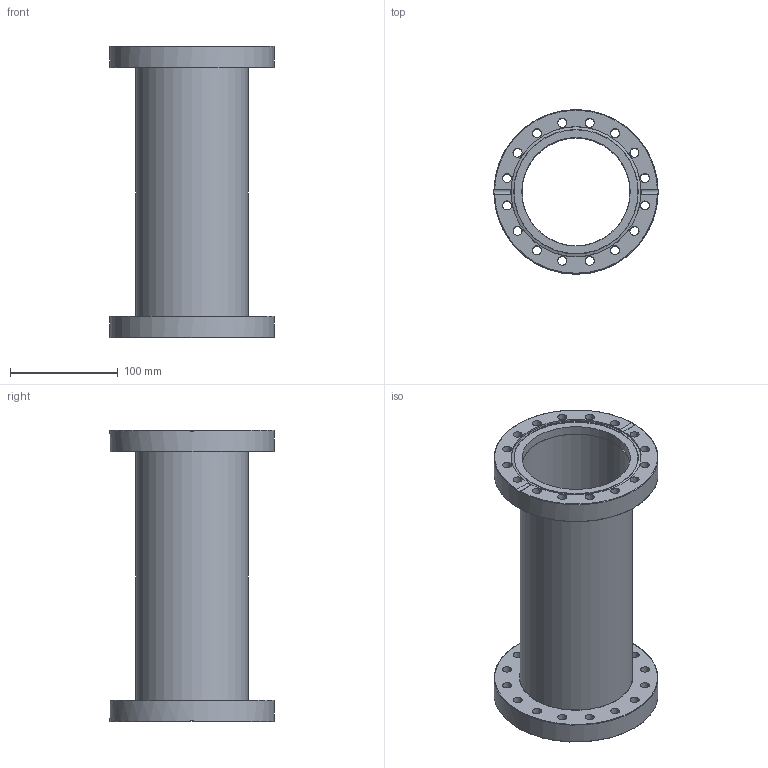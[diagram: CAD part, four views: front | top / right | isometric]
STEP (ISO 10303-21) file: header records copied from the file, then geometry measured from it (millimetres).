
FILE_DESCRIPTION((''),'2;1');
FILE_NAME('SC100R-304.stp','2009-04-15T09:52:39',('hasers'),(''),'Autodesk Inventor 2008','Autodesk Inventor 2008','');
FILE_SCHEMA(('AUTOMOTIVE_DESIGN { 1 0 10303 214 1 1 1 1 }'));
Length unit declared in the file: millimetre
Products named in the file (5): SC100R-304; CF-R [Subject [Summary]=-304][Title [Summary]=F100RIB104]; CF-07 [Keywords [Summary]=1.4301][Company [Summary]=Vacom][Title [Summary]=F100B104]; Rohre [Subject [Summary]=normal][Keywords [Summary]=1.4301][Title [Summary]=104x2,0 (0,5m)]_2; CF-R [Subject [Summary]=-304][Title [Summary]=F100RO]
Assembly tree (4 placements, depth 2):
  SC100R-304
    CF-R [Subject [Summary]=-304][Title [Summary]=F100RIB104]
    CF-07 [Keywords [Summary]=1.4301][Company [Summary]=Vacom][Title [Summary]=F100B104]
    Rohre [Subject [Summary]=normal][Keywords [Summary]=1.4301][Title [Summary]=104x2,0 (0,5m)]_2
    CF-R [Subject [Summary]=-304][Title [Summary]=F100RO]
Bounding box: 152 x 152 x 270 mm (x, y, z)
Volume: 506477.5 mm3; surface area: 262145 mm2
Topology: 4 solids, 4 shells, 80 faces, 233 edges, 163 vertices
Faces by surface type: bspline 40, plane 12, cylinder 12, torus 11, cone 5
Full cylindrical faces by diameter (mm): 100 x1, 100.5 x1, 104 x1, 104.3 x1, 120.4 x1, 120.6 x1, 121.2 x1, 152 x2
Entity records: 3063 total; most frequent: CARTESIAN_POINT 1233, DIRECTION 326, ORIENTED_EDGE 268, EDGE_LOOP 212, AXIS2_PLACEMENT_3D 159, EDGE_CURVE 134, FACE_BOUND 132, VERTEX_POINT 122
